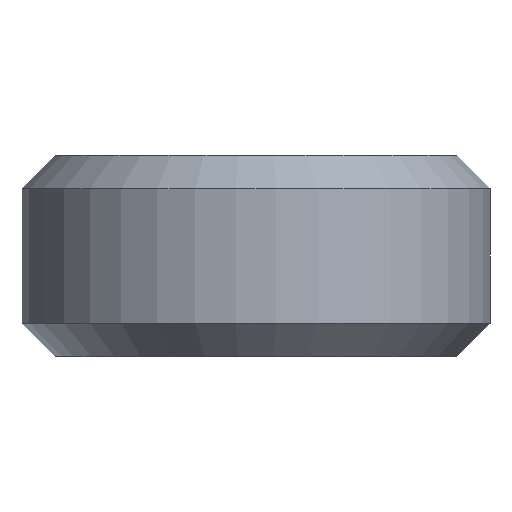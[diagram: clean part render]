
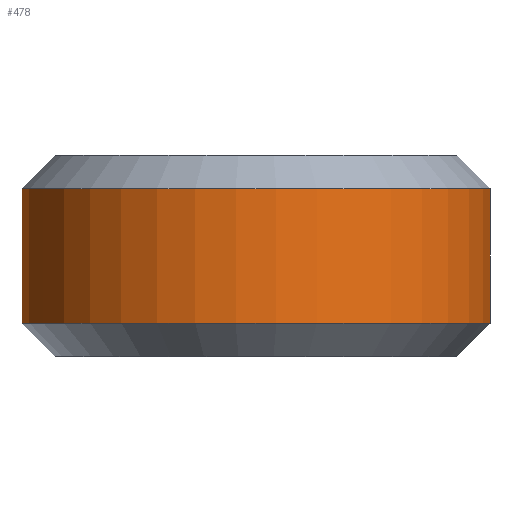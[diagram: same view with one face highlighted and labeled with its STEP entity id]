
A CAD part, left-side view. The second image highlights one B-rep face of the part: STEP entity #478.
In plain terms, the highlighted cylindrical face has radius 7 mm (diameter 14 mm), a partial arc.
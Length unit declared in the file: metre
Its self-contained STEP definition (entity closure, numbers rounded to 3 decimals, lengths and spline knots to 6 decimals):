
#36=LINE('',#773,#68);
#37=LINE('',#778,#69);
#68=VECTOR('',#607,1.);
#69=VECTOR('',#610,1.);
#104=ORIENTED_EDGE('',*,*,#236,.T.);
#105=ORIENTED_EDGE('',*,*,#237,.T.);
#106=ORIENTED_EDGE('',*,*,#238,.T.);
#107=ORIENTED_EDGE('',*,*,#239,.T.);
#236=EDGE_CURVE('',#302,#303,#36,.T.);
#237=EDGE_CURVE('',#303,#304,#344,.F.);
#238=EDGE_CURVE('',#304,#305,#37,.F.);
#239=EDGE_CURVE('',#305,#302,#345,.T.);
#302=VERTEX_POINT('',#774);
#303=VERTEX_POINT('',#775);
#304=VERTEX_POINT('',#777);
#305=VERTEX_POINT('',#779);
#344=CIRCLE('',#530,0.007);
#345=CIRCLE('',#531,0.007);
#378=EDGE_LOOP('',(#104,#105,#106,#107));
#424=FACE_BOUND('',#378,.T.);
#468=CYLINDRICAL_SURFACE('',#529,0.007);
#478=ADVANCED_FACE('',(#424),#468,.T.);
#529=AXIS2_PLACEMENT_3D('',#772,#605,#606);
#530=AXIS2_PLACEMENT_3D('',#776,#608,#609);
#531=AXIS2_PLACEMENT_3D('',#780,#611,#612);
#605=DIRECTION('',(0.,0.,1.));
#606=DIRECTION('',(1.,0.,0.));
#607=DIRECTION('',(0.,0.,1.));
#608=DIRECTION('',(0.,0.,1.));
#609=DIRECTION('',(1.,0.,0.));
#610=DIRECTION('',(0.,0.,1.));
#611=DIRECTION('',(0.,0.,1.));
#612=DIRECTION('',(1.,0.,0.));
#772=CARTESIAN_POINT('',(-0.0145,0.,-0.006));
#773=CARTESIAN_POINT('',(-0.011558,-0.006352,-0.006));
#774=CARTESIAN_POINT('',(-0.011558,-0.006352,-0.005));
#775=CARTESIAN_POINT('',(-0.011558,-0.006352,-0.001));
#776=CARTESIAN_POINT('',(-0.0145,0.,-0.001));
#777=CARTESIAN_POINT('',(-0.011558,0.006352,-0.001));
#778=CARTESIAN_POINT('',(-0.011558,0.006352,-0.006));
#779=CARTESIAN_POINT('',(-0.011558,0.006352,-0.005));
#780=CARTESIAN_POINT('',(-0.0145,0.,-0.005));
